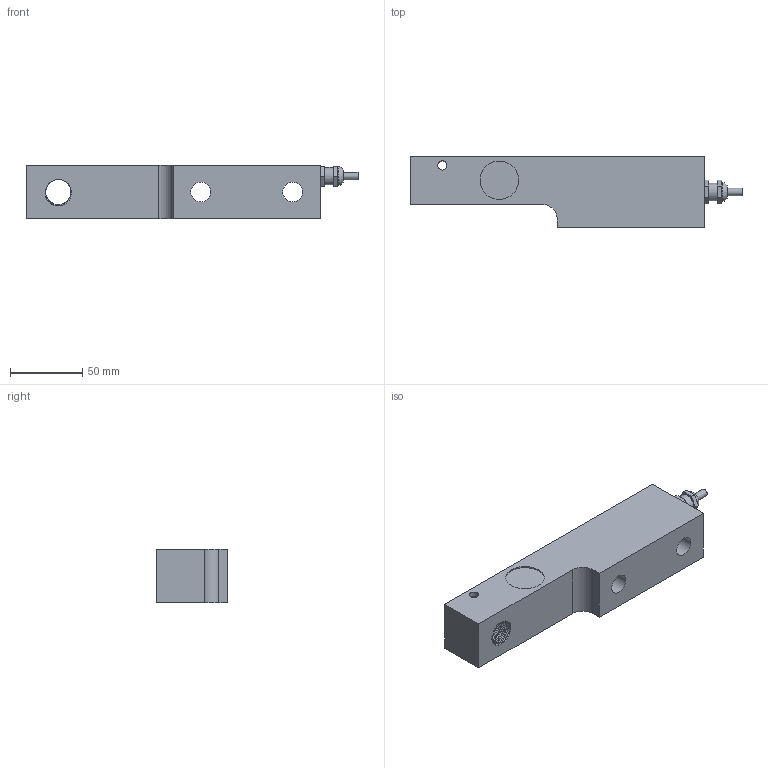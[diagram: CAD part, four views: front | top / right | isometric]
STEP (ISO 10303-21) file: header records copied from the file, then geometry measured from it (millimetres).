
FILE_DESCRIPTION(/* description */ (''),/* implementation_level */ '2;1');
FILE_NAME(/* name */ '563YSSB-(2.5-5)klb v3.step',/* time_stamp */ '2020-02-10T14:29:43-08:00',/* author */ (''),/* organization */ (''),/* preprocessor_version */ 'ST-DEVELOPER v18',/* originating_system */ 'Autodesk Translation Framework v8.12.0.6',/* authorisation */ '');
FILE_SCHEMA (('AUTOMOTIVE_DESIGN { 1 0 10303 214 3 1 1 }'));
Length unit declared in the file: inch
Products named in the file (2): 563YSSB-(2.5-5)klb; Connector
Assembly tree (1 placements, depth 2):
  563YSSB-(2.5-5)klb
    Connector
Bounding box: 229.23 x 49.28 x 37.08 mm (x, y, z)
Volume: 280544.4 mm3; surface area: 43386.3 mm2
Topology: 2 solids, 2 shells, 68 faces, 166 edges, 110 vertices
Faces by surface type: cylinder 34, plane 30, bspline 3, cone 1
Full cylindrical faces by diameter (mm): 5.1 x1, 6.35 x2, 8 x1, 12 x2, 13 x1, 13.716 x2, 17.501 x8, 19.05 x9, 26.6 x2, 30.48 x1
Entity records: 4217 total; most frequent: CARTESIAN_POINT 2608, ORIENTED_EDGE 330, DIRECTION 287, EDGE_CURVE 165, VERTEX_POINT 110, AXIS2_PLACEMENT_3D 100, EDGE_LOOP 87, LINE 87
